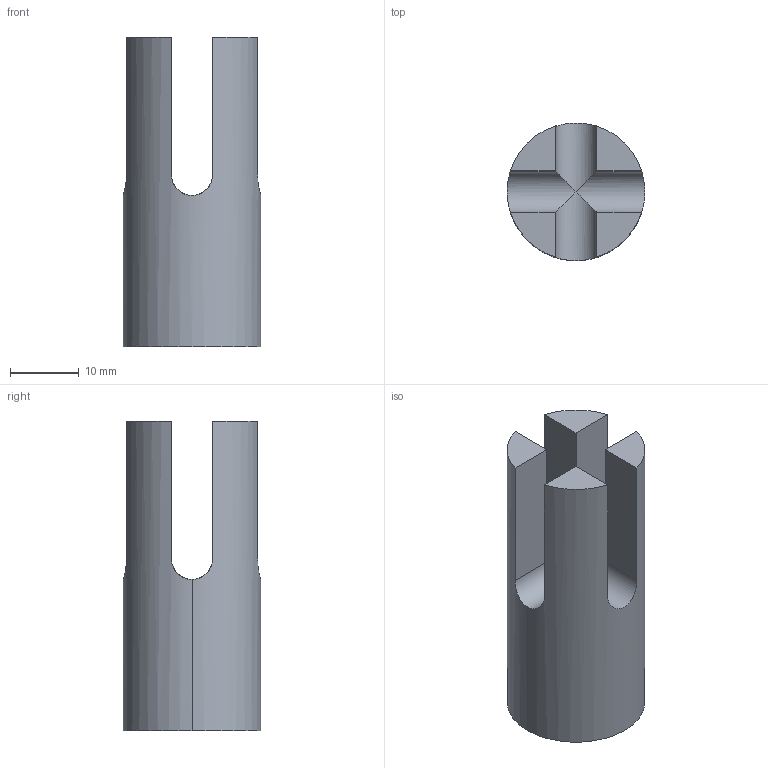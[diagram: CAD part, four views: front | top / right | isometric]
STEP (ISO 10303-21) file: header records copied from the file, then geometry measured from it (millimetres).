
FILE_DESCRIPTION (( 'STEP AP214' ), '1' );
FILE_NAME ('脫堤璃.STEP', '2025-09-19T09:18:01', ( '' ), ( '' ), 'SwSTEP 2.0', 'SolidWorks 2020', '' );
FILE_SCHEMA (( 'AUTOMOTIVE_DESIGN' ));
Length unit declared in the file: millimetre
Products named in the file (1): 脫堤璃
Bounding box: 20 x 20 x 45 mm (x, y, z)
Volume: 9404.5 mm3; surface area: 4265.4 mm2
Topology: 1 solids, 1 shells, 22 faces, 52 edges, 33 vertices
Faces by surface type: plane 14, cylinder 8
Entity records: 778 total; most frequent: CARTESIAN_POINT 250, ORIENTED_EDGE 104, DIRECTION 98, EDGE_CURVE 52, AXIS2_PLACEMENT_3D 33, VERTEX_POINT 33, LINE 32, VECTOR 32
